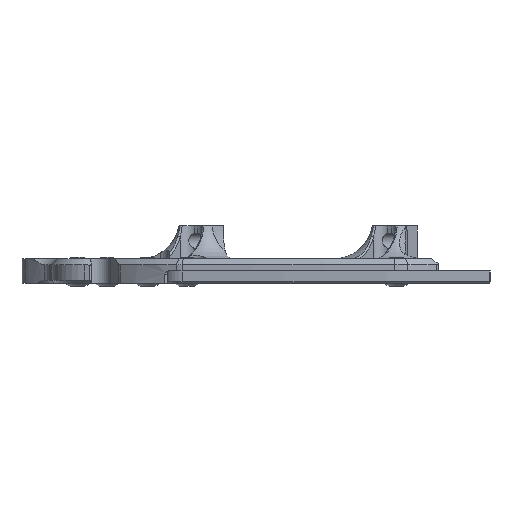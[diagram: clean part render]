
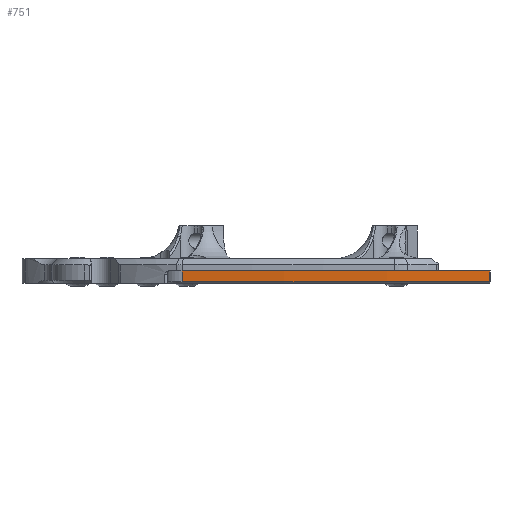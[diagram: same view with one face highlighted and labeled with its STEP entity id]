
A CAD part, front view. The second image highlights one B-rep face of the part: STEP entity #751.
In plain terms, the highlighted cylindrical face has radius 500 mm (diameter 1000 mm), a partial arc.
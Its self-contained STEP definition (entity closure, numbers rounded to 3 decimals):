
#121 = VERTEX_POINT ( 'NONE', #2310 ) ;
#127 = VERTEX_POINT ( 'NONE', #2283 ) ;
#128 = VERTEX_POINT ( 'NONE', #2284 ) ;
#129 = VERTEX_POINT ( 'NONE', #2285 ) ;
#751 = ADVANCED_FACE ( 'NONE', ( #3304 ), #3309, .T. ) ;
#1713 = EDGE_CURVE ( 'NONE', #128, #121, #6295, .T. ) ;
#1717 = EDGE_CURVE ( 'NONE', #127, #129, #6298, .T. ) ;
#1718 = EDGE_CURVE ( 'NONE', #127, #128, #6296, .T. ) ;
#1719 = EDGE_CURVE ( 'NONE', #129, #121, #6304, .T. ) ;
#2283 = CARTESIAN_POINT ( 'NONE',  ( 27.834, -21.006, -5.5 ) ) ;
#2284 = CARTESIAN_POINT ( 'NONE',  ( 126.82, -31.089, -5.5 ) ) ;
#2285 = CARTESIAN_POINT ( 'NONE',  ( 27.834, -21.006, -2. ) ) ;
#2310 = CARTESIAN_POINT ( 'NONE',  ( 126.82, -31.089, -2. ) ) ;
#2592 = ORIENTED_EDGE ( 'NONE', *, *, #1717, .F. ) ;
#2593 = ORIENTED_EDGE ( 'NONE', *, *, #1718, .T. ) ;
#2594 = ORIENTED_EDGE ( 'NONE', *, *, #1713, .T. ) ;
#2595 = ORIENTED_EDGE ( 'NONE', *, *, #1719, .F. ) ;
#2879 = EDGE_LOOP ( 'NONE', ( #2592, #2593, #2594, #2595 ) ) ;
#3304 = FACE_OUTER_BOUND ( 'NONE', #2879, .T. ) ;
#3309 = CYLINDRICAL_SURFACE ( 'NONE', #3772, 500. ) ;
#3772 = AXIS2_PLACEMENT_3D ( 'NONE', #4595, #4596, #4594 ) ;
#4594 = DIRECTION ( 'NONE',  ( 1., 0., 0. ) ) ;
#4595 = CARTESIAN_POINT ( 'NONE',  ( 127.748, 468.91, -6. ) ) ;
#4596 = DIRECTION ( 'NONE',  ( 0., 0., 1. ) ) ;
#5208 = AXIS2_PLACEMENT_3D ( 'NONE', #8082, #8084, #8085 ) ;
#5209 = AXIS2_PLACEMENT_3D ( 'NONE', #8087, #8088, #8089 ) ;
#6295 = LINE ( 'NONE', #8058, #6297 ) ;
#6296 = CIRCLE ( 'NONE', #5208, 500. ) ;
#6297 = VECTOR ( 'NONE', #8060, 1000. ) ;
#6298 = LINE ( 'NONE', #8077, #6303 ) ;
#6303 = VECTOR ( 'NONE', #8078, 1000. ) ;
#6304 = CIRCLE ( 'NONE', #5209, 500. ) ;
#8058 = CARTESIAN_POINT ( 'NONE',  ( 126.82, -31.089, -6. ) ) ;
#8060 = DIRECTION ( 'NONE',  ( 0., 0., 1. ) ) ;
#8077 = CARTESIAN_POINT ( 'NONE',  ( 27.834, -21.006, -6. ) ) ;
#8078 = DIRECTION ( 'NONE',  ( 0., 0., 1. ) ) ;
#8082 = CARTESIAN_POINT ( 'NONE',  ( 127.748, 468.91, -5.5 ) ) ;
#8084 = DIRECTION ( 'NONE',  ( 0., 0., 1. ) ) ;
#8085 = DIRECTION ( 'NONE',  ( 1., 0., 0. ) ) ;
#8087 = CARTESIAN_POINT ( 'NONE',  ( 127.748, 468.91, -2. ) ) ;
#8088 = DIRECTION ( 'NONE',  ( 0., 0., 1. ) ) ;
#8089 = DIRECTION ( 'NONE',  ( 1., 0., 0. ) ) ;
